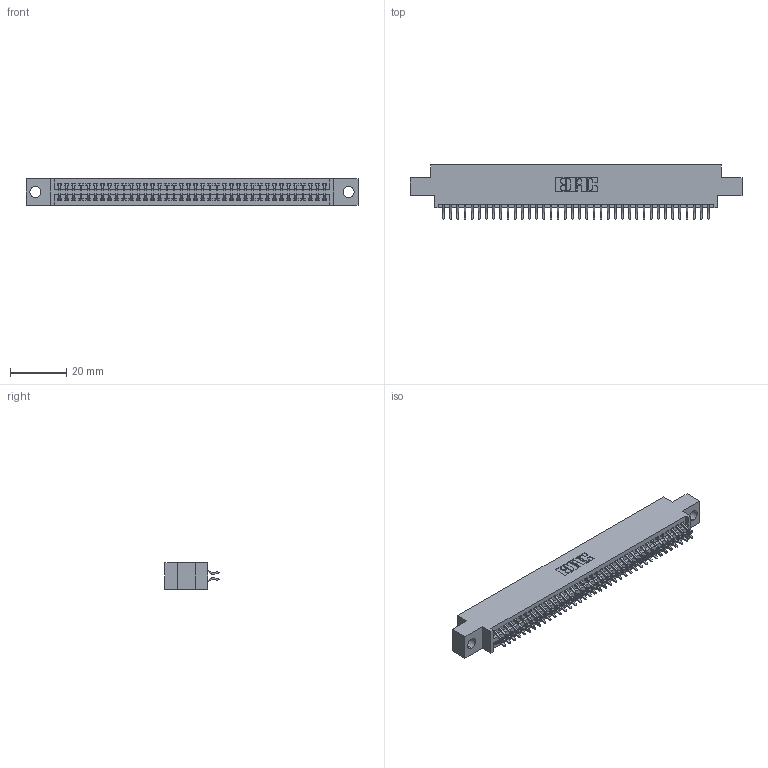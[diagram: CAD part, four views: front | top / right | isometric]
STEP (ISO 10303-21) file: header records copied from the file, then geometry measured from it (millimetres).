
FILE_DESCRIPTION (( 'STEP AP203' ), '1' );
FILE_NAME ('395-076-556-804.STEP', '2018-11-27T22:30:24', ( '' ), ( '' ), 'SwSTEP 2.0', 'SolidWorks 2016', '' );
FILE_SCHEMA (( 'CONFIG_CONTROL_DESIGN' ));
Length unit declared in the file: inch
Products named in the file (3): 345-292-001_556 Tail; 345 Part_0.170 Offset - 0.156 Dia-TH; 395-076-556-804
Assembly tree (77 placements, depth 2):
  395-076-556-804
    345 Part_0.170 Offset - 0.156 Dia-TH
    345-292-001_556 Tail  x76
Bounding box: 117.73 x 19.24 x 9.4 mm (x, y, z)
Volume: 11194.9 mm3; surface area: 16362.6 mm2
Topology: 77 solids, 77 shells, 4386 faces, 13045 edges, 8594 vertices
Faces by surface type: plane 2896, cylinder 1490
Entity records: 30709 total; most frequent: CARTESIAN_POINT 5168, ORIENTED_EDGE 5090, DIRECTION 4549, EDGE_CURVE 2545, VECTOR 2253, LINE 2253, VERTEX_POINT 1694, AXIS2_PLACEMENT_3D 1148
